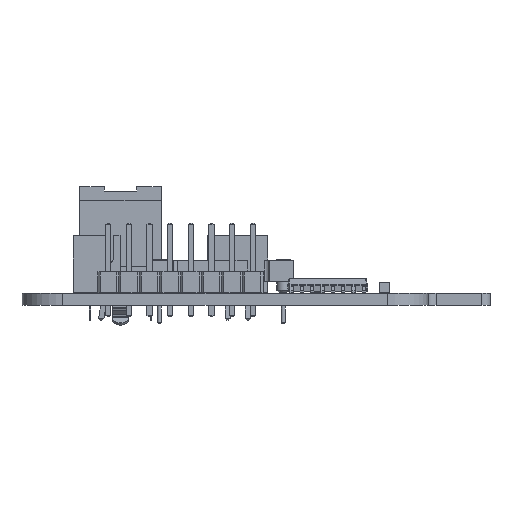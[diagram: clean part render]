
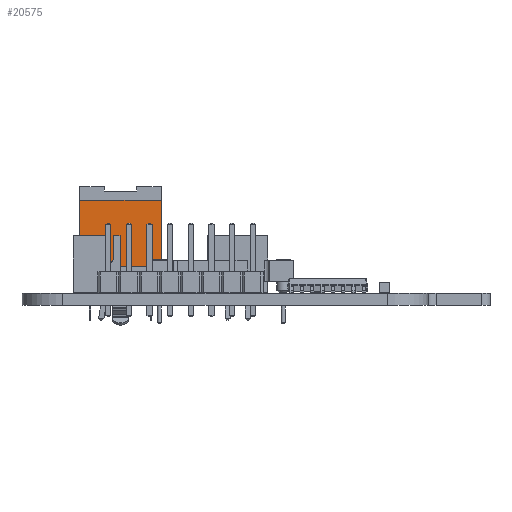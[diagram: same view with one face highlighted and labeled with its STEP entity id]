
A CAD part, left-side view. The second image highlights one B-rep face of the part: STEP entity #20575.
In plain terms, the highlighted face is planar.
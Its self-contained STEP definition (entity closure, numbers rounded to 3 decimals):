
#20479 = VERTEX_POINT('',#20480);
#20480 = CARTESIAN_POINT('',(-3.226,-3.353,-18.364));
#20486 = EDGE_CURVE('',#20479,#20487,#20489,.T.);
#20487 = VERTEX_POINT('',#20488);
#20488 = CARTESIAN_POINT('',(3.226,-3.353,-18.364));
#20489 = LINE('',#20490,#20491);
#20490 = CARTESIAN_POINT('',(-5.004,-3.353,-18.364));
#20491 = VECTOR('',#20492,1.);
#20492 = DIRECTION('',(1.,-0.,-0.));
#20575 = ADVANCED_FACE('',(#20576),#20633,.F.);
#20576 = FACE_BOUND('',#20577,.T.);
#20577 = EDGE_LOOP('',(#20578,#20586,#20594,#20602,#20610,#20618,#20626,
    #20632));
#20578 = ORIENTED_EDGE('',*,*,#20579,.F.);
#20579 = EDGE_CURVE('',#20580,#20479,#20582,.T.);
#20580 = VERTEX_POINT('',#20581);
#20581 = CARTESIAN_POINT('',(-3.226,-2.591,-18.364));
#20582 = LINE('',#20583,#20584);
#20583 = CARTESIAN_POINT('',(-3.226,4.851,-18.364));
#20584 = VECTOR('',#20585,1.);
#20585 = DIRECTION('',(0.,-1.,0.));
#20586 = ORIENTED_EDGE('',*,*,#20587,.T.);
#20587 = EDGE_CURVE('',#20580,#20588,#20590,.T.);
#20588 = VERTEX_POINT('',#20589);
#20589 = CARTESIAN_POINT('',(-5.004,-2.591,-18.364));
#20590 = LINE('',#20591,#20592);
#20591 = CARTESIAN_POINT('',(-5.004,-2.591,-18.364));
#20592 = VECTOR('',#20593,1.);
#20593 = DIRECTION('',(-1.,-0.,0.));
#20594 = ORIENTED_EDGE('',*,*,#20595,.F.);
#20595 = EDGE_CURVE('',#20596,#20588,#20598,.T.);
#20596 = VERTEX_POINT('',#20597);
#20597 = CARTESIAN_POINT('',(-5.004,4.851,-18.364));
#20598 = LINE('',#20599,#20600);
#20599 = CARTESIAN_POINT('',(-5.004,4.851,-18.364));
#20600 = VECTOR('',#20601,1.);
#20601 = DIRECTION('',(0.,-1.,0.));
#20602 = ORIENTED_EDGE('',*,*,#20603,.T.);
#20603 = EDGE_CURVE('',#20596,#20604,#20606,.T.);
#20604 = VERTEX_POINT('',#20605);
#20605 = CARTESIAN_POINT('',(5.004,4.851,-18.364));
#20606 = LINE('',#20607,#20608);
#20607 = CARTESIAN_POINT('',(-5.004,4.851,-18.364));
#20608 = VECTOR('',#20609,1.);
#20609 = DIRECTION('',(1.,-0.,-0.));
#20610 = ORIENTED_EDGE('',*,*,#20611,.T.);
#20611 = EDGE_CURVE('',#20604,#20612,#20614,.T.);
#20612 = VERTEX_POINT('',#20613);
#20613 = CARTESIAN_POINT('',(5.004,-2.591,-18.364));
#20614 = LINE('',#20615,#20616);
#20615 = CARTESIAN_POINT('',(5.004,4.851,-18.364));
#20616 = VECTOR('',#20617,1.);
#20617 = DIRECTION('',(0.,-1.,0.));
#20618 = ORIENTED_EDGE('',*,*,#20619,.T.);
#20619 = EDGE_CURVE('',#20612,#20620,#20622,.T.);
#20620 = VERTEX_POINT('',#20621);
#20621 = CARTESIAN_POINT('',(3.226,-2.591,-18.364));
#20622 = LINE('',#20623,#20624);
#20623 = CARTESIAN_POINT('',(-5.004,-2.591,-18.364));
#20624 = VECTOR('',#20625,1.);
#20625 = DIRECTION('',(-1.,0.,0.));
#20626 = ORIENTED_EDGE('',*,*,#20627,.F.);
#20627 = EDGE_CURVE('',#20487,#20620,#20628,.T.);
#20628 = LINE('',#20629,#20630);
#20629 = CARTESIAN_POINT('',(3.226,4.851,-18.364));
#20630 = VECTOR('',#20631,1.);
#20631 = DIRECTION('',(-0.,1.,0.));
#20632 = ORIENTED_EDGE('',*,*,#20486,.F.);
#20633 = PLANE('',#20634);
#20634 = AXIS2_PLACEMENT_3D('',#20635,#20636,#20637);
#20635 = CARTESIAN_POINT('',(-5.004,4.851,-18.364));
#20636 = DIRECTION('',(0.,0.,1.));
#20637 = DIRECTION('',(1.,0.,-0.));
